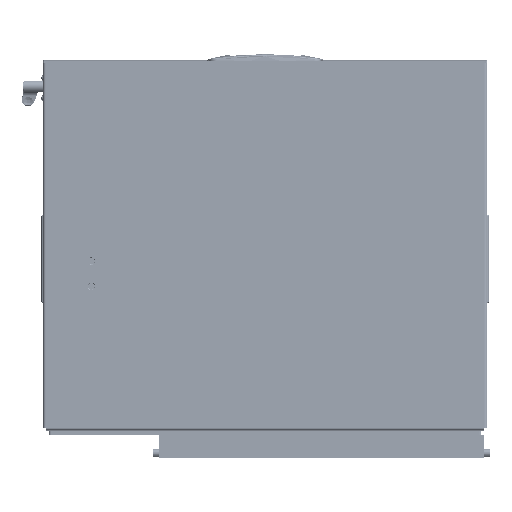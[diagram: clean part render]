
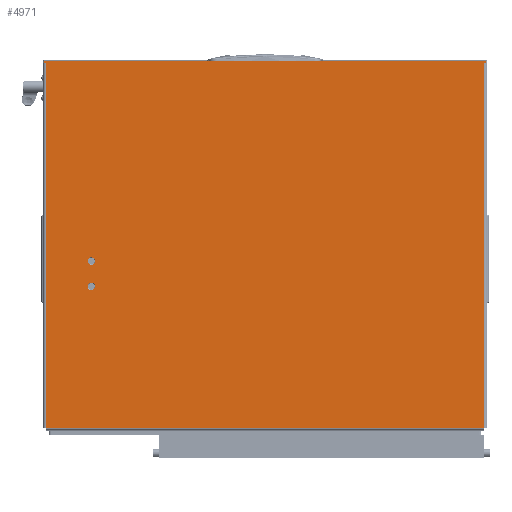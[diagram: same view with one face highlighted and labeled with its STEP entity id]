
A CAD part, front view. The second image highlights one B-rep face of the part: STEP entity #4971.
In plain terms, the highlighted face is planar.
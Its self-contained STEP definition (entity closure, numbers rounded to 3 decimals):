
#2482 = CARTESIAN_POINT ( 'NONE',  ( 0., 610., 0. ) ) ;
#4270 = AXIS2_PLACEMENT_3D ( 'NONE', #67544, #33966, #13601 ) ;
#4971 = ADVANCED_FACE ( 'NONE', ( #112692, #87325, #58570 ), #23331, .T. ) ;
#8199 = VERTEX_POINT ( 'NONE', #21803 ) ;
#9327 = ORIENTED_EDGE ( 'NONE', *, *, #84988, .F. ) ;
#9596 = CARTESIAN_POINT ( 'NONE',  ( 506., 608., 0. ) ) ;
#9993 = CARTESIAN_POINT ( 'NONE',  ( 275., 545., 0. ) ) ;
#10142 = CARTESIAN_POINT ( 'NONE',  ( 275., 545., 0. ) ) ;
#11073 = DIRECTION ( 'NONE',  ( 0., 0., -1. ) ) ;
#12268 = LINE ( 'NONE', #81561, #46097 ) ;
#13601 = DIRECTION ( 'NONE',  ( -1., 0., 0. ) ) ;
#13618 = LINE ( 'NONE', #15373, #89802 ) ;
#15373 = CARTESIAN_POINT ( 'NONE',  ( 0., 608., 0. ) ) ;
#21012 = CIRCLE ( 'NONE', #121864, 5.2 ) ;
#21803 = CARTESIAN_POINT ( 'NONE',  ( 0., -2., 0. ) ) ;
#21939 = DIRECTION ( 'NONE',  ( -1., 0., 0. ) ) ;
#22650 = DIRECTION ( 'NONE',  ( 0., 0., -1. ) ) ;
#22704 = ORIENTED_EDGE ( 'NONE', *, *, #122258, .T. ) ;
#23331 = PLANE ( 'NONE',  #71680 ) ;
#23770 = EDGE_CURVE ( 'NONE', #136581, #126081, #13618, .T. ) ;
#25258 = CIRCLE ( 'NONE', #4270, 5.2 ) ;
#26556 = VERTEX_POINT ( 'NONE', #123478 ) ;
#28755 = CARTESIAN_POINT ( 'NONE',  ( 0., 0., 0. ) ) ;
#28852 = EDGE_CURVE ( 'NONE', #107660, #47446, #25258, .T. ) ;
#30287 = CIRCLE ( 'NONE', #122122, 5.2 ) ;
#30811 = DIRECTION ( 'NONE',  ( 0., 0., -1. ) ) ;
#31691 = DIRECTION ( 'NONE',  ( 0., -1., 0. ) ) ;
#31956 = CARTESIAN_POINT ( 'NONE',  ( 0., -2., 0. ) ) ;
#33966 = DIRECTION ( 'NONE',  ( 0., 0., -1. ) ) ;
#35093 = VECTOR ( 'NONE', #123163, 1000. ) ;
#38993 = DIRECTION ( 'NONE',  ( 0., 1., 0. ) ) ;
#39831 = VECTOR ( 'NONE', #31691, 1000. ) ;
#41734 = DIRECTION ( 'NONE',  ( -1., 0., 0. ) ) ;
#43891 = CARTESIAN_POINT ( 'NONE',  ( 0., 610., 0. ) ) ;
#44877 = VERTEX_POINT ( 'NONE', #74067 ) ;
#46097 = VECTOR ( 'NONE', #38993, 1000. ) ;
#47446 = VERTEX_POINT ( 'NONE', #110914 ) ;
#48456 = ORIENTED_EDGE ( 'NONE', *, *, #23770, .F. ) ;
#52850 = AXIS2_PLACEMENT_3D ( 'NONE', #9993, #30811, #41734 ) ;
#52866 = EDGE_CURVE ( 'NONE', #8199, #101759, #12268, .T. ) ;
#53856 = DIRECTION ( 'NONE',  ( 1., 0., 0. ) ) ;
#53934 = VECTOR ( 'NONE', #74989, 1000. ) ;
#55521 = LINE ( 'NONE', #67870, #35093 ) ;
#56484 = CARTESIAN_POINT ( 'NONE',  ( 315.2, 545., 0. ) ) ;
#58570 = FACE_OUTER_BOUND ( 'NONE', #85985, .T. ) ;
#59850 = DIRECTION ( 'NONE',  ( -1., 0., 0. ) ) ;
#61335 = LINE ( 'NONE', #43891, #133990 ) ;
#64210 = DIRECTION ( 'NONE',  ( 0., 1., 0. ) ) ;
#64820 = CARTESIAN_POINT ( 'NONE',  ( 506., 608., 0. ) ) ;
#65731 = CARTESIAN_POINT ( 'NONE',  ( 310., 545., 0. ) ) ;
#66538 = CARTESIAN_POINT ( 'NONE',  ( 280.2, 545., 0. ) ) ;
#67544 = CARTESIAN_POINT ( 'NONE',  ( 310., 545., 0. ) ) ;
#67870 = CARTESIAN_POINT ( 'NONE',  ( 0., -4., 0. ) ) ;
#71680 = AXIS2_PLACEMENT_3D ( 'NONE', #86785, #11073, #21939 ) ;
#74067 = CARTESIAN_POINT ( 'NONE',  ( -2., 610., 0. ) ) ;
#74201 = DIRECTION ( 'NONE',  ( -1., 0., 0. ) ) ;
#74601 = EDGE_CURVE ( 'NONE', #101759, #26556, #131703, .T. ) ;
#74989 = DIRECTION ( 'NONE',  ( -1., 0., 0. ) ) ;
#75519 = ORIENTED_EDGE ( 'NONE', *, *, #88511, .T. ) ;
#77086 = EDGE_CURVE ( 'NONE', #105720, #44877, #122343, .T. ) ;
#81561 = CARTESIAN_POINT ( 'NONE',  ( 0., -4., 0. ) ) ;
#81857 = ORIENTED_EDGE ( 'NONE', *, *, #131728, .F. ) ;
#82758 = VECTOR ( 'NONE', #104132, 1000. ) ;
#84491 = CARTESIAN_POINT ( 'NONE',  ( -2., -2., 0. ) ) ;
#84786 = VERTEX_POINT ( 'NONE', #2482 ) ;
#84988 = EDGE_CURVE ( 'NONE', #126081, #84786, #55521, .T. ) ;
#85985 = EDGE_LOOP ( 'NONE', ( #104591, #75519, #139352, #112056, #9327, #48456, #22704, #98801 ) ) ;
#86101 = LINE ( 'NONE', #31956, #53934 ) ;
#86332 = DIRECTION ( 'NONE',  ( -1., 0., 0. ) ) ;
#86785 = CARTESIAN_POINT ( 'NONE',  ( 0., 608., 0. ) ) ;
#87325 = FACE_BOUND ( 'NONE', #112427, .T. ) ;
#88447 = VECTOR ( 'NONE', #64210, 1000. ) ;
#88511 = EDGE_CURVE ( 'NONE', #8199, #105720, #86101, .T. ) ;
#89802 = VECTOR ( 'NONE', #59850, 1000. ) ;
#93626 = ORIENTED_EDGE ( 'NONE', *, *, #100759, .F. ) ;
#95822 = CARTESIAN_POINT ( 'NONE',  ( 0., 608., 0. ) ) ;
#95932 = CARTESIAN_POINT ( 'NONE',  ( -2., -4., 0. ) ) ;
#97439 = LINE ( 'NONE', #64820, #39831 ) ;
#98801 = ORIENTED_EDGE ( 'NONE', *, *, #74601, .F. ) ;
#100759 = EDGE_CURVE ( 'NONE', #122096, #138061, #21012, .T. ) ;
#101759 = VERTEX_POINT ( 'NONE', #28755 ) ;
#104132 = DIRECTION ( 'NONE',  ( 1., 0., 0. ) ) ;
#104591 = ORIENTED_EDGE ( 'NONE', *, *, #52866, .F. ) ;
#105720 = VERTEX_POINT ( 'NONE', #84491 ) ;
#105826 = CIRCLE ( 'NONE', #52850, 5.2 ) ;
#107660 = VERTEX_POINT ( 'NONE', #56484 ) ;
#108583 = DIRECTION ( 'NONE',  ( 0., 0., -1. ) ) ;
#110914 = CARTESIAN_POINT ( 'NONE',  ( 304.8, 545., 0. ) ) ;
#111245 = CARTESIAN_POINT ( 'NONE',  ( 269.8, 545., 0. ) ) ;
#112056 = ORIENTED_EDGE ( 'NONE', *, *, #131240, .T. ) ;
#112427 = EDGE_LOOP ( 'NONE', ( #125416, #121943 ) ) ;
#112692 = FACE_BOUND ( 'NONE', #115985, .T. ) ;
#115985 = EDGE_LOOP ( 'NONE', ( #93626, #81857 ) ) ;
#121864 = AXIS2_PLACEMENT_3D ( 'NONE', #10142, #108583, #86332 ) ;
#121943 = ORIENTED_EDGE ( 'NONE', *, *, #28852, .F. ) ;
#122096 = VERTEX_POINT ( 'NONE', #111245 ) ;
#122122 = AXIS2_PLACEMENT_3D ( 'NONE', #65731, #22650, #74201 ) ;
#122258 = EDGE_CURVE ( 'NONE', #136581, #26556, #97439, .T. ) ;
#122343 = LINE ( 'NONE', #95932, #88447 ) ;
#123163 = DIRECTION ( 'NONE',  ( 0., 1., 0. ) ) ;
#123478 = CARTESIAN_POINT ( 'NONE',  ( 506., 0., 0. ) ) ;
#125416 = ORIENTED_EDGE ( 'NONE', *, *, #135269, .F. ) ;
#126081 = VERTEX_POINT ( 'NONE', #95822 ) ;
#131240 = EDGE_CURVE ( 'NONE', #44877, #84786, #61335, .T. ) ;
#131703 = LINE ( 'NONE', #136661, #82758 ) ;
#131728 = EDGE_CURVE ( 'NONE', #138061, #122096, #105826, .T. ) ;
#133990 = VECTOR ( 'NONE', #53856, 1000. ) ;
#135269 = EDGE_CURVE ( 'NONE', #47446, #107660, #30287, .T. ) ;
#136581 = VERTEX_POINT ( 'NONE', #9596 ) ;
#136661 = CARTESIAN_POINT ( 'NONE',  ( 0., 0., 0. ) ) ;
#138061 = VERTEX_POINT ( 'NONE', #66538 ) ;
#139352 = ORIENTED_EDGE ( 'NONE', *, *, #77086, .T. ) ;
